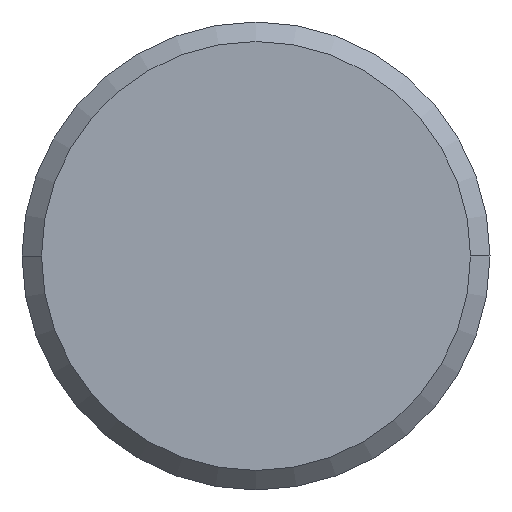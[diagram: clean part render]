
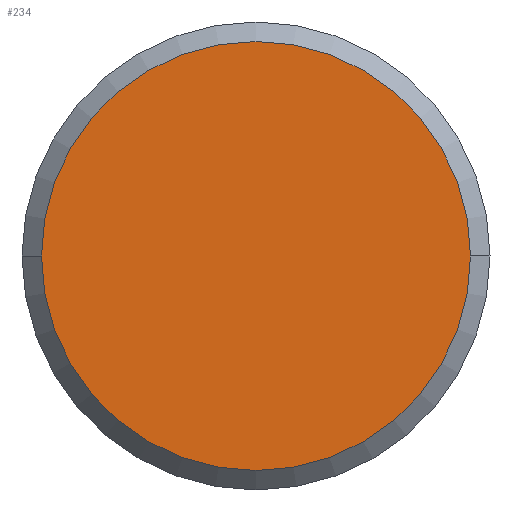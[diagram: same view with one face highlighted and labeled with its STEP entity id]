
A CAD part, left-side view. The second image highlights one B-rep face of the part: STEP entity #234.
In plain terms, the highlighted planar face has unit normal (-1, 0, 0).
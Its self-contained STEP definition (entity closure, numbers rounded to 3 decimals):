
#8 = CARTESIAN_POINT ( 'NONE',  ( -50., -5.5, 0. ) ) ;
#32 = ORIENTED_EDGE ( 'NONE', *, *, #194, .F. ) ;
#34 = AXIS2_PLACEMENT_3D ( 'NONE', #436, #216, #435 ) ;
#82 = AXIS2_PLACEMENT_3D ( 'NONE', #140, #103, #468 ) ;
#103 = DIRECTION ( 'NONE',  ( 1., 0., 0. ) ) ;
#113 = FACE_OUTER_BOUND ( 'NONE', #419, .T. ) ;
#140 = CARTESIAN_POINT ( 'NONE',  ( -50., 0., 0. ) ) ;
#159 = AXIS2_PLACEMENT_3D ( 'NONE', #214, #200, #350 ) ;
#182 = VERTEX_POINT ( 'NONE', #358 ) ;
#194 = EDGE_CURVE ( 'NONE', #446, #182, #246, .T. ) ;
#200 = DIRECTION ( 'NONE',  ( -1., 0., 0. ) ) ;
#213 = CIRCLE ( 'NONE', #82, 5.5 ) ;
#214 = CARTESIAN_POINT ( 'NONE',  ( -50., 0., 0. ) ) ;
#216 = DIRECTION ( 'NONE',  ( 1., 0., 0. ) ) ;
#223 = EDGE_CURVE ( 'NONE', #182, #446, #213, .T. ) ;
#234 = ADVANCED_FACE ( 'NONE', ( #113 ), #249, .T. ) ;
#246 = CIRCLE ( 'NONE', #34, 5.5 ) ;
#249 = PLANE ( 'NONE',  #159 ) ;
#315 = ORIENTED_EDGE ( 'NONE', *, *, #223, .F. ) ;
#350 = DIRECTION ( 'NONE',  ( 0., -1., 0. ) ) ;
#358 = CARTESIAN_POINT ( 'NONE',  ( -50., 5.5, 0. ) ) ;
#419 = EDGE_LOOP ( 'NONE', ( #315, #32 ) ) ;
#435 = DIRECTION ( 'NONE',  ( 0., 1., 0. ) ) ;
#436 = CARTESIAN_POINT ( 'NONE',  ( -50., 0., 0. ) ) ;
#446 = VERTEX_POINT ( 'NONE', #8 ) ;
#468 = DIRECTION ( 'NONE',  ( 0., 1., 0. ) ) ;
